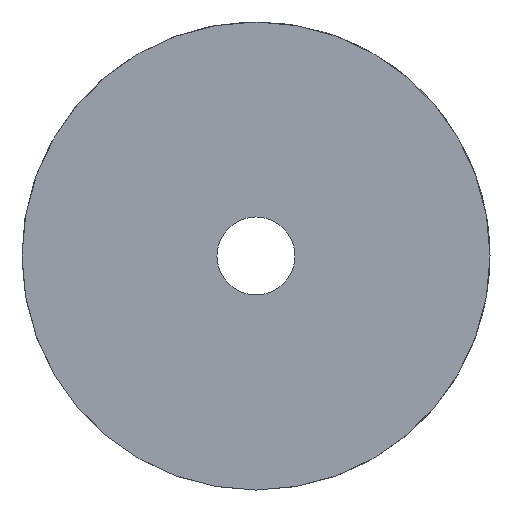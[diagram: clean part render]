
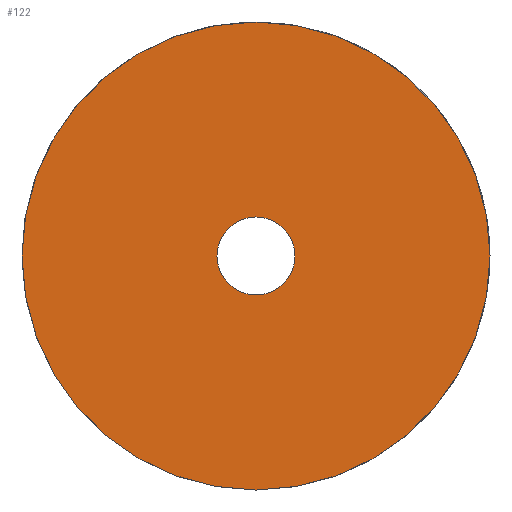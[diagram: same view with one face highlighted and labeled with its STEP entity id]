
A CAD part, left-side view. The second image highlights one B-rep face of the part: STEP entity #122.
In plain terms, the highlighted planar face has unit normal (-1, 0, 0).
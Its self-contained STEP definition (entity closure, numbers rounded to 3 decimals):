
#122 = ADVANCED_FACE( '', ( #324, #325 ), #326, .F. );
#324 = FACE_OUTER_BOUND( '', #611, .T. );
#325 = FACE_BOUND( '', #612, .T. );
#326 = PLANE( '', #613 );
#611 = EDGE_LOOP( '', ( #907 ) );
#612 = EDGE_LOOP( '', ( #908 ) );
#613 = AXIS2_PLACEMENT_3D( '', #909, #910, #911 );
#907 = ORIENTED_EDGE( '', *, *, #1592, .F. );
#908 = ORIENTED_EDGE( '', *, *, #1593, .T. );
#909 = CARTESIAN_POINT( '', ( 0., 0., 0. ) );
#910 = DIRECTION( '', ( 1., 0., 0. ) );
#911 = DIRECTION( '', ( 0., 0., -1. ) );
#1592 = EDGE_CURVE( '', #1861, #1861, #1862, .T. );
#1593 = EDGE_CURVE( '', #1863, #1863, #1864, .T. );
#1861 = VERTEX_POINT( '', #2213 );
#1862 = CIRCLE( '', #2214, 18. );
#1863 = VERTEX_POINT( '', #2215 );
#1864 = CIRCLE( '', #2216, 3. );
#2213 = CARTESIAN_POINT( '', ( 0., 0., -18. ) );
#2214 = AXIS2_PLACEMENT_3D( '', #2596, #2597, #2598 );
#2215 = CARTESIAN_POINT( '', ( 0., 0., -3. ) );
#2216 = AXIS2_PLACEMENT_3D( '', #2599, #2600, #2601 );
#2596 = CARTESIAN_POINT( '', ( 0., 0., 0. ) );
#2597 = DIRECTION( '', ( 1., 0., 0. ) );
#2598 = DIRECTION( '', ( 0., 0., -1. ) );
#2599 = CARTESIAN_POINT( '', ( 0., 0., 0. ) );
#2600 = DIRECTION( '', ( 1., 0., 0. ) );
#2601 = DIRECTION( '', ( 0., 0., -1. ) );
